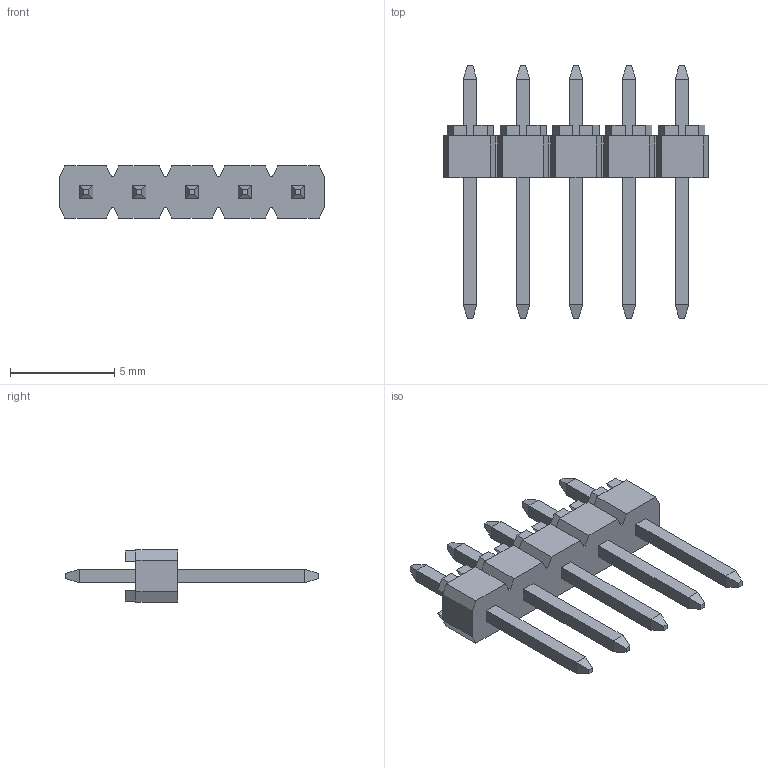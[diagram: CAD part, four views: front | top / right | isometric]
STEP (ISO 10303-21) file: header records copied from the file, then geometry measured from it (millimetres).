
FILE_DESCRIPTION(('STEP AP242'),'1');
FILE_NAME('90120-0125.stp','2024-01-29T19:10:13',('TraceParts'),('TraceParts S.A.'),'Spatial InterOp 3D',' ',' ');
FILE_SCHEMA(('AP242_MANAGED_MODEL_BASED_3D_ENGINEERING_MIM_LF {1 0 10303 442 1 1 4}'));
Length unit declared in the file: millimetre
Products named in the file (1): 90120-0125_1
Bounding box: 12.7 x 12.12 x 2.5 mm (x, y, z)
Volume: 83.4 mm3; surface area: 276.9 mm2
Topology: 1 solids, 1 shells, 232 faces, 570 edges, 380 vertices
Faces by surface type: plane 232
Entity records: 6666 total; most frequent: CARTESIAN_POINT 1164, ORIENTED_EDGE 1120, DIRECTION 1048, EDGE_CURVE 560, LINE 560, VECTOR 560, VERTEX_POINT 360, EDGE_LOOP 262
